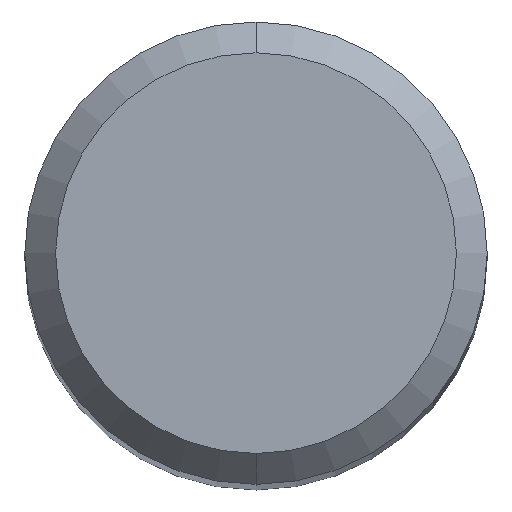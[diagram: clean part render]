
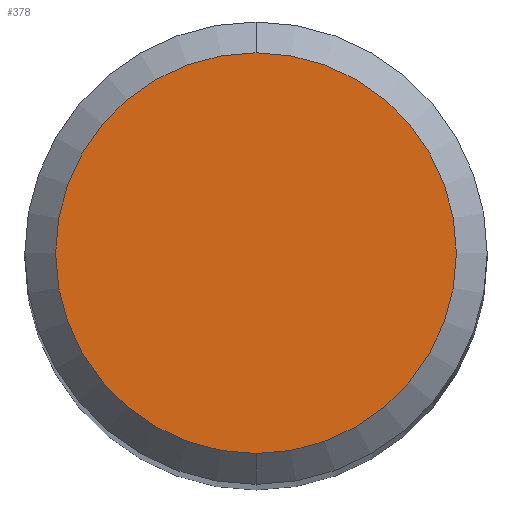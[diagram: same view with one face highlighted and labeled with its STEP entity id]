
A CAD part, top view. The second image highlights one B-rep face of the part: STEP entity #378.
In plain terms, the highlighted planar face has unit normal (0, 0, 1).
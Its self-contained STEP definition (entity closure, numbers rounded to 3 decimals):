
#188=VERTEX_POINT('',#490);
#198=EDGE_CURVE('',#188,#444,#501,.T.);
#376=EDGE_CURVE('',#444,#188,#700,.T.);
#378=ADVANCED_FACE('',(#702),#703,.T.);
#444=VERTEX_POINT('',#775);
#490=CARTESIAN_POINT('',(0.,-2.6,0.0));
#501=CIRCLE('',#840,2.6);
#700=CIRCLE('',#1214,2.6);
#702=FACE_OUTER_BOUND('',#1216,.T.);
#703=PLANE('',#1217);
#775=CARTESIAN_POINT('',(0.0,2.6,0.0));
#840=AXIS2_PLACEMENT_3D('',#1448,#1449,#1450);
#1214=AXIS2_PLACEMENT_3D('',#1675,#1676,#1677);
#1216=EDGE_LOOP('',(#1679,#1680));
#1217=AXIS2_PLACEMENT_3D('',#1681,#1682,#1683);
#1448=CARTESIAN_POINT('',(0.0,0.0,0.0));
#1449=DIRECTION('',(0.0,0.0,-1.0));
#1450=DIRECTION('',(0.0,1.0,0.0));
#1675=CARTESIAN_POINT('',(0.0,0.0,0.0));
#1676=DIRECTION('',(0.0,0.0,-1.0));
#1677=DIRECTION('',(0.0,1.0,0.0));
#1679=ORIENTED_EDGE('',*,*,#376,.F.);
#1680=ORIENTED_EDGE('',*,*,#198,.F.);
#1681=CARTESIAN_POINT('',(0.0,1.3,0.0));
#1682=DIRECTION('',(-0.0,0.0,1.0));
#1683=DIRECTION('',(0.0,-1.0,0.0));
